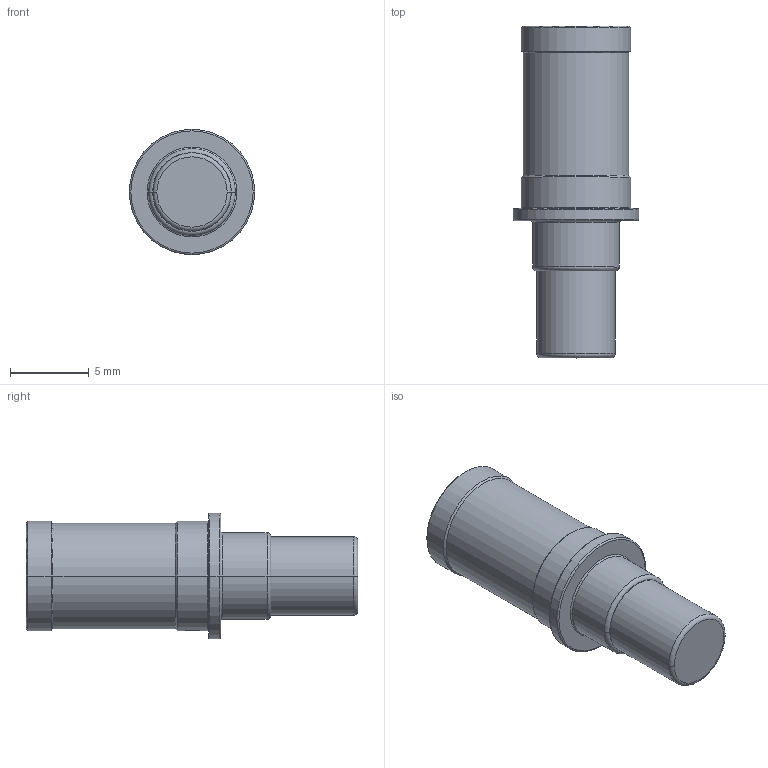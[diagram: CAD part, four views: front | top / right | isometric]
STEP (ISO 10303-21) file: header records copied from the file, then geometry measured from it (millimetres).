
FILE_DESCRIPTION((''),'2;1');
FILE_NAME('00171478003','2020-09-14T',('presta_be4'),(''),'CREO PARAMETRIC BY PTC INC, 2018360','CREO PARAMETRIC BY PTC INC, 2018360','');
FILE_SCHEMA(('CONFIG_CONTROL_DESIGN'));
Length unit declared in the file: millimetre
Products named in the file (1): 00171478003
Bounding box: 7.97 x 21.1 x 7.97 mm (x, y, z)
Volume: 435 mm3; surface area: 676.8 mm2
Topology: 1 solids, 1 shells, 43 faces, 88 edges, 49 vertices
Faces by surface type: cylinder 16, torus 12, cone 10, plane 5
Entity records: 1204 total; most frequent: CARTESIAN_POINT 232, DIRECTION 224, ORIENTED_EDGE 172, AXIS2_PLACEMENT_3D 99, EDGE_CURVE 86, CIRCLE 56, VERTEX_POINT 49, EDGE_LOOP 49
